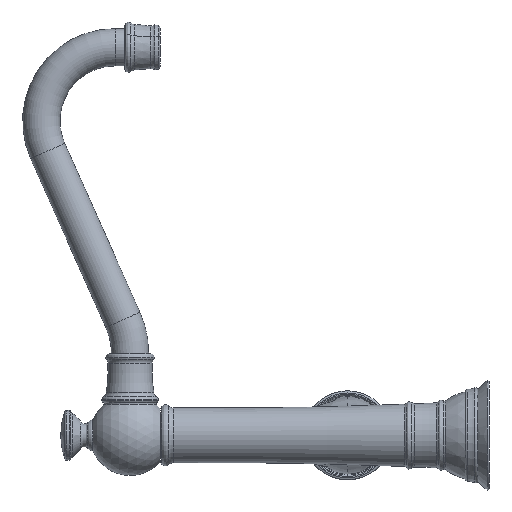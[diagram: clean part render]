
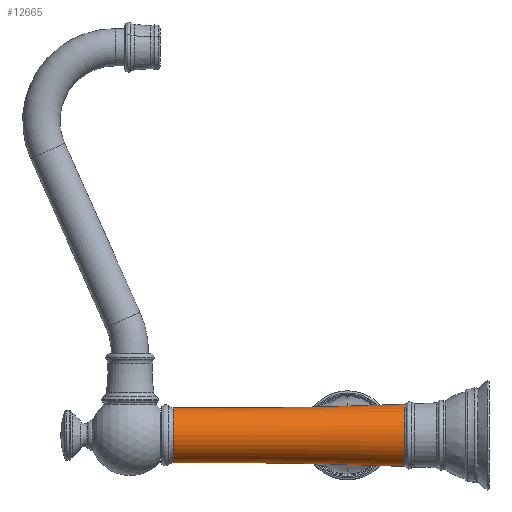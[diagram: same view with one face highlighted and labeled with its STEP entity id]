
A CAD part, left-side view. The second image highlights one B-rep face of the part: STEP entity #12665.
In plain terms, the highlighted toroidal (fillet/blend) face has major radius 2610.38 mm and minor radius 2594.18 mm.
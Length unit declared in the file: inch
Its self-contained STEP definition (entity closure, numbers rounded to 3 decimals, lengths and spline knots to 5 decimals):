
#3878=CARTESIAN_POINT('',(0.,7.37265,0.));
#3879=DIRECTION('',(0.,1.,0.));
#3880=DIRECTION('',(0.,0.,-1.));
#3881=AXIS2_PLACEMENT_3D('',#3878,#3879,#3880);
#3883=CARTESIAN_POINT('',(0.,6.19213,
102.77101));
#3884=DIRECTION('',(-1.,0.,0.));
#3885=DIRECTION('',(0.,0.012,-1.));
#3886=AXIS2_PLACEMENT_3D('',#3883,#3884,#3885);
#3888=CARTESIAN_POINT('',(0.,6.19213,-102.77101));
#3889=DIRECTION('',(-1.,0.,0.));
#3890=DIRECTION('',(0.,-0.041,0.999));
#3891=AXIS2_PLACEMENT_3D('',#3888,#3889,#3890);
#3908=CARTESIAN_POINT('',(0.,1.97618,0.));
#3909=DIRECTION('',(0.,-1.,0.));
#3910=DIRECTION('',(0.,0.,1.));
#3911=AXIS2_PLACEMENT_3D('',#3908,#3909,#3910);
#5179=CARTESIAN_POINT('',(0.,1.97618,-0.72517));
#5180=CARTESIAN_POINT('',(0.,1.97618,
0.72517));
#5181=VERTEX_POINT('',#5179);
#5182=VERTEX_POINT('',#5180);
#5183=CARTESIAN_POINT('',(0.,7.37265,
0.64494));
#5184=CARTESIAN_POINT('',(0.,7.37265,
-0.64494));
#5185=VERTEX_POINT('',#5183);
#5186=VERTEX_POINT('',#5184);
#12652=CARTESIAN_POINT('',(0.,6.19213,0.));
#12653=DIRECTION('',(0.,-1.,0.));
#12654=DIRECTION('',(0.,0.,-1.));
#12655=AXIS2_PLACEMENT_3D('',#12652,#12653,#12654);
#12656=TOROIDAL_SURFACE('',#12655,102.77101,102.13289);
#12658=ORIENTED_EDGE('',*,*,#12657,.T.);
#12659=ORIENTED_EDGE('',*,*,#12622,.T.);
#12661=ORIENTED_EDGE('',*,*,#12660,.T.);
#12662=ORIENTED_EDGE('',*,*,#12618,.T.);
#12663=EDGE_LOOP('',(#12658,#12659,#12661,#12662));
#12664=FACE_OUTER_BOUND('',#12663,.F.);
#3882=CIRCLE('',#3881,0.64494);
#3887=CIRCLE('',#3886,102.13289);
#3892=CIRCLE('',#3891,102.13289);
#3912=CIRCLE('',#3911,0.72517);
#12618=EDGE_CURVE('',#5181,#5186,#3892,.T.);
#12622=EDGE_CURVE('',#5185,#5182,#3887,.T.);
#12657=EDGE_CURVE('',#5186,#5185,#3882,.T.);
#12660=EDGE_CURVE('',#5182,#5181,#3912,.T.);
#12665=ADVANCED_FACE('',(#12664),#12656,.F.);
